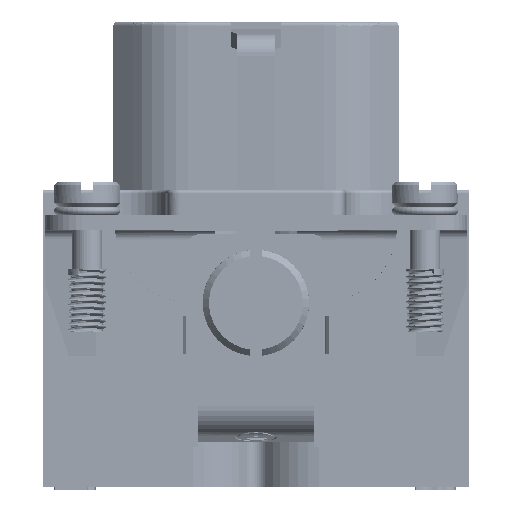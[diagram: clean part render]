
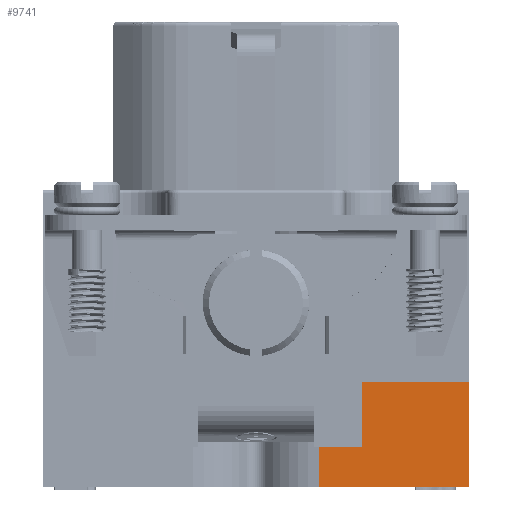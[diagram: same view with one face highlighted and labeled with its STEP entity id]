
A CAD part, left-side view. The second image highlights one B-rep face of the part: STEP entity #9741.
In plain terms, the highlighted planar face has unit normal (-1, 0, 0).
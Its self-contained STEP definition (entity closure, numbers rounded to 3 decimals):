
#3486=ELLIPSE('',#76110,5.759,1.);
#4253=FACE_OUTER_BOUND('',#15460,.T.);
#7380=PLANE('',#76111);
#9741=ADVANCED_FACE('',(#4253),#7380,.F.);
#15460=EDGE_LOOP('',(#29572,#29573,#29574,#29575,#29576,#29577,#29578,#29579,
#29580,#29581,#29582));
#19380=B_SPLINE_CURVE_WITH_KNOTS('',3,(#109488,#109489,#109490,#109491),
 .UNSPECIFIED.,.F.,.F.,(4,4),(0.,1.),.UNSPECIFIED.);
#29572=ORIENTED_EDGE('',*,*,#54338,.F.);
#29573=ORIENTED_EDGE('',*,*,#56435,.T.);
#29574=ORIENTED_EDGE('',*,*,#56436,.T.);
#29575=ORIENTED_EDGE('',*,*,#56437,.F.);
#29576=ORIENTED_EDGE('',*,*,#54344,.F.);
#29577=ORIENTED_EDGE('',*,*,#56438,.F.);
#29578=ORIENTED_EDGE('',*,*,#54821,.F.);
#29579=ORIENTED_EDGE('',*,*,#56433,.F.);
#29580=ORIENTED_EDGE('',*,*,#56432,.F.);
#29581=ORIENTED_EDGE('',*,*,#56439,.F.);
#29582=ORIENTED_EDGE('',*,*,#56440,.F.);
#47054=VERTEX_POINT('',#102595);
#47055=VERTEX_POINT('',#102597);
#47056=VERTEX_POINT('',#102599);
#47061=VERTEX_POINT('',#102609);
#47400=VERTEX_POINT('',#103541);
#47401=VERTEX_POINT('',#103543);
#48461=VERTEX_POINT('',#109492);
#48462=VERTEX_POINT('',#109493);
#48463=VERTEX_POINT('',#109498);
#48464=VERTEX_POINT('',#109500);
#48465=VERTEX_POINT('',#109504);
#54338=EDGE_CURVE('',#47055,#47056,#64724,.T.);
#54344=EDGE_CURVE('',#47061,#47054,#64730,.T.);
#54821=EDGE_CURVE('',#47400,#47401,#65108,.T.);
#56432=EDGE_CURVE('',#48461,#48462,#19380,.T.);
#56433=EDGE_CURVE('',#48462,#47400,#66038,.T.);
#56435=EDGE_CURVE('',#47055,#48463,#66040,.T.);
#56436=EDGE_CURVE('',#48463,#48464,#3486,.T.);
#56437=EDGE_CURVE('',#47054,#48464,#66041,.T.);
#56438=EDGE_CURVE('',#47401,#47061,#66042,.T.);
#56439=EDGE_CURVE('',#48465,#48461,#66043,.T.);
#56440=EDGE_CURVE('',#47056,#48465,#66044,.T.);
#64724=LINE('',#102598,#69919);
#64730=LINE('',#102610,#69925);
#65108=LINE('',#103542,#70303);
#66038=LINE('',#109494,#71399);
#66040=LINE('',#109497,#71401);
#66041=LINE('',#109501,#71402);
#66042=LINE('',#109502,#71403);
#66043=LINE('',#109503,#71404);
#66044=LINE('',#109505,#71405);
#69919=VECTOR('',#81416,1.);
#69925=VECTOR('',#81422,1.);
#70303=VECTOR('',#82182,1.);
#71399=VECTOR('',#84892,1.);
#71401=VECTOR('',#84896,1.);
#71402=VECTOR('',#84899,1.);
#71403=VECTOR('',#84900,1.);
#71404=VECTOR('',#84901,1.);
#71405=VECTOR('',#84902,1.);
#76110=AXIS2_PLACEMENT_3D('',#109499,#84897,#84898);
#76111=AXIS2_PLACEMENT_3D('',#109506,#84903,#84904);
#81416=DIRECTION('',(0.,0.,1.));
#81422=DIRECTION('',(0.,0.,1.));
#82182=DIRECTION('',(0.,0.,-1.));
#84892=DIRECTION('',(0.,-1.,0.));
#84896=DIRECTION('',(0.,-1.,0.));
#84897=DIRECTION('',(1.,0.,0.));
#84898=DIRECTION('',(0.,0.,1.));
#84899=DIRECTION('',(0.,-1.,0.));
#84900=DIRECTION('',(0.,1.,0.));
#84901=DIRECTION('',(0.,0.,1.));
#84902=DIRECTION('',(0.,-1.,0.));
#84903=DIRECTION('',(1.,0.,0.));
#84904=DIRECTION('',(0.,0.,1.));
#102595=CARTESIAN_POINT('',(-28.183,-3.944,-19.541));
#102597=CARTESIAN_POINT('',(-28.183,-3.944,-18.959));
#102598=CARTESIAN_POINT('',(-28.183,-3.944,-23.2));
#102599=CARTESIAN_POINT('',(-28.183,-3.944,-17.9));
#102609=CARTESIAN_POINT('',(-28.183,-3.944,-23.8));
#102610=CARTESIAN_POINT('',(-28.183,-3.944,-23.2));
#103541=CARTESIAN_POINT('',(-28.183,-15.944,-15.4));
#103542=CARTESIAN_POINT('',(-28.183,-15.944,-15.4));
#103543=CARTESIAN_POINT('',(-28.183,-15.944,-23.8));
#109488=CARTESIAN_POINT('',(-28.183,-7.444,-15.4));
#109489=CARTESIAN_POINT('',(-28.183,-8.777,-15.4));
#109490=CARTESIAN_POINT('',(-28.183,-10.111,-15.4));
#109491=CARTESIAN_POINT('',(-28.183,-11.444,-15.4));
#109492=CARTESIAN_POINT('',(-28.183,-7.444,-15.4));
#109493=CARTESIAN_POINT('',(-28.183,-11.444,-15.4));
#109494=CARTESIAN_POINT('',(-28.183,-0.178,-15.4));
#109497=CARTESIAN_POINT('',(-28.183,-15.944,-18.959));
#109498=CARTESIAN_POINT('',(-28.183,-4.982,-18.959));
#109499=CARTESIAN_POINT('',(-28.183,-4.544,-13.782));
#109500=CARTESIAN_POINT('',(-28.183,-4.544,-19.541));
#109501=CARTESIAN_POINT('',(-28.183,-15.944,-19.541));
#109502=CARTESIAN_POINT('',(-28.183,-15.944,-23.8));
#109503=CARTESIAN_POINT('',(-28.183,-7.444,-15.4));
#109504=CARTESIAN_POINT('',(-28.183,-7.444,-17.9));
#109505=CARTESIAN_POINT('',(-28.183,-15.944,-17.9));
#109506=CARTESIAN_POINT('',(-28.183,-15.944,-15.4));
